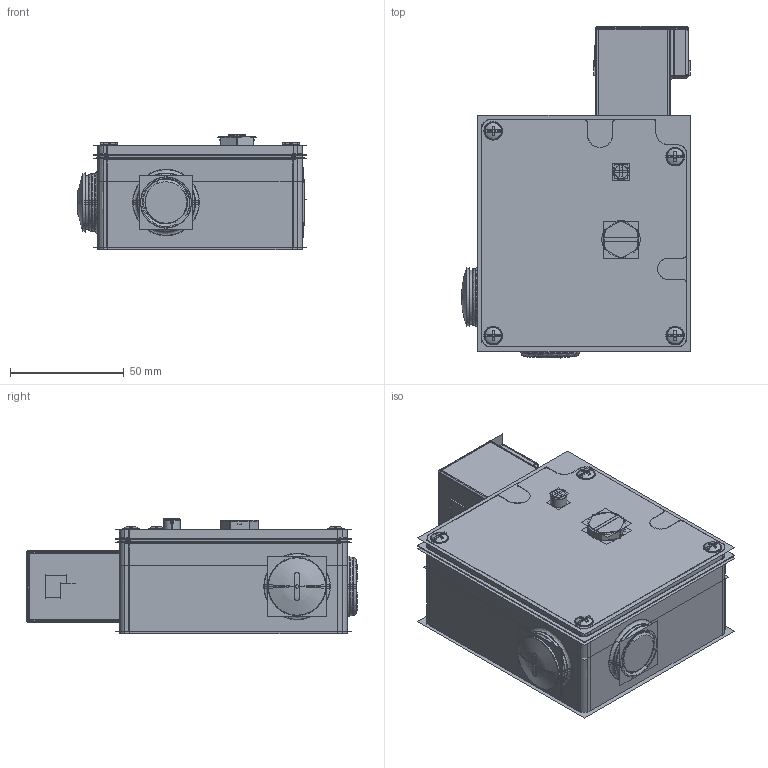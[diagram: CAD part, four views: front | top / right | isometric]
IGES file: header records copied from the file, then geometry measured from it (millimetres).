
Start section:  PTC IGES file: 212900.igs
Global section: file name: 212900.igs; native system: Creo Parametric by PTC Inc.; preprocessor: 2019292; author: PDMAdmin; organization: Unknown; date: 20191227.094135; units: millimetre
Bounding box: 100.76 x 145.96 x 50.85 mm (x, y, z)
Volume: 162185.2 mm3; surface area: 570995.4 mm2
Topology: 17 solids, 29 shells, 1542 faces, 7880 edges, 10060 vertices
Faces by surface type: revolution 892, bspline 650
